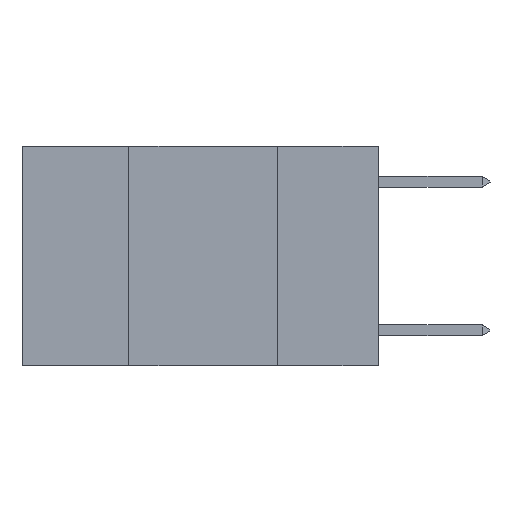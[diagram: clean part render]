
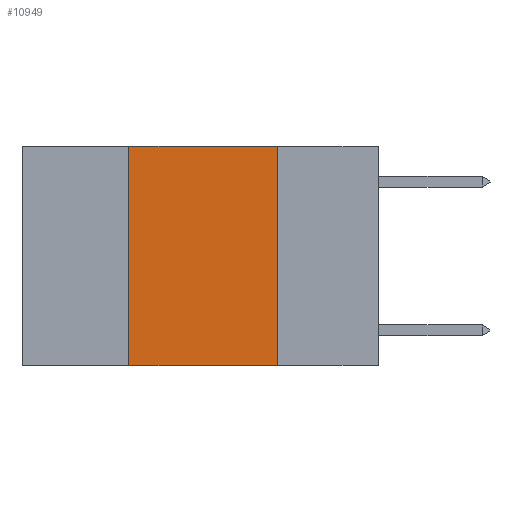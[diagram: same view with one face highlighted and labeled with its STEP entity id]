
A CAD part, left-side view. The second image highlights one B-rep face of the part: STEP entity #10949.
In plain terms, the highlighted planar face has unit normal (-1, 0, 0).
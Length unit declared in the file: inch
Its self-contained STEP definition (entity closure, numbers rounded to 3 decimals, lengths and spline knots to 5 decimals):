
#567 = VECTOR ( 'NONE', #8380, 39.37008 ) ;
#732 = CARTESIAN_POINT ( 'NONE',  ( 0., 0.42, 0. ) ) ;
#1067 = VECTOR ( 'NONE', #12708, 39.37008 ) ;
#1281 = VECTOR ( 'NONE', #6099, 39.37008 ) ;
#1387 = VERTEX_POINT ( 'NONE', #12571 ) ;
#1865 = ORIENTED_EDGE ( 'NONE', *, *, #7244, .T. ) ;
#2024 = CARTESIAN_POINT ( 'NONE',  ( 0., 0.6, -0.37 ) ) ;
#2829 = FACE_OUTER_BOUND ( 'NONE', #7192, .T. ) ;
#2834 = PLANE ( 'NONE',  #9566 ) ;
#3689 = VERTEX_POINT ( 'NONE', #732 ) ;
#3890 = DIRECTION ( 'NONE',  ( 1., 0., 0. ) ) ;
#4143 = ORIENTED_EDGE ( 'NONE', *, *, #12459, .F. ) ;
#4285 = LINE ( 'NONE', #13222, #7121 ) ;
#4624 = ORIENTED_EDGE ( 'NONE', *, *, #7402, .F. ) ;
#5251 = VERTEX_POINT ( 'NONE', #7517 ) ;
#5604 = CARTESIAN_POINT ( 'NONE',  ( 0., 0.17, 0. ) ) ;
#6099 = DIRECTION ( 'NONE',  ( 0., 0., -1. ) ) ;
#6198 = EDGE_CURVE ( 'NONE', #5251, #3689, #4285, .T. ) ;
#6573 = CARTESIAN_POINT ( 'NONE',  ( 0., 0.6, 0. ) ) ;
#6662 = VERTEX_POINT ( 'NONE', #5604 ) ;
#7001 = DIRECTION ( 'NONE',  ( 0., 0., 1. ) ) ;
#7121 = VECTOR ( 'NONE', #7001, 39.37008 ) ;
#7192 = EDGE_LOOP ( 'NONE', ( #4143, #4624, #10793, #1865 ) ) ;
#7244 = EDGE_CURVE ( 'NONE', #5251, #1387, #11158, .T. ) ;
#7402 = EDGE_CURVE ( 'NONE', #3689, #6662, #9218, .T. ) ;
#7517 = CARTESIAN_POINT ( 'NONE',  ( 0., 0.42, -0.37 ) ) ;
#8380 = DIRECTION ( 'NONE',  ( 0., -1., 0. ) ) ;
#9159 = CARTESIAN_POINT ( 'NONE',  ( 0., 0.6, 0. ) ) ;
#9218 = LINE ( 'NONE', #6573, #1067 ) ;
#9566 = AXIS2_PLACEMENT_3D ( 'NONE', #9159, #3890, #11239 ) ;
#9736 = LINE ( 'NONE', #12335, #1281 ) ;
#10793 = ORIENTED_EDGE ( 'NONE', *, *, #6198, .F. ) ;
#10949 = ADVANCED_FACE ( 'NONE', ( #2829 ), #2834, .F. ) ;
#11158 = LINE ( 'NONE', #2024, #567 ) ;
#11239 = DIRECTION ( 'NONE',  ( 0., 0., -1. ) ) ;
#12335 = CARTESIAN_POINT ( 'NONE',  ( 0., 0.17, 0. ) ) ;
#12459 = EDGE_CURVE ( 'NONE', #6662, #1387, #9736, .T. ) ;
#12571 = CARTESIAN_POINT ( 'NONE',  ( 0., 0.17, -0.37 ) ) ;
#12708 = DIRECTION ( 'NONE',  ( 0., -1., 0. ) ) ;
#13222 = CARTESIAN_POINT ( 'NONE',  ( 0., 0.42, 0. ) ) ;
